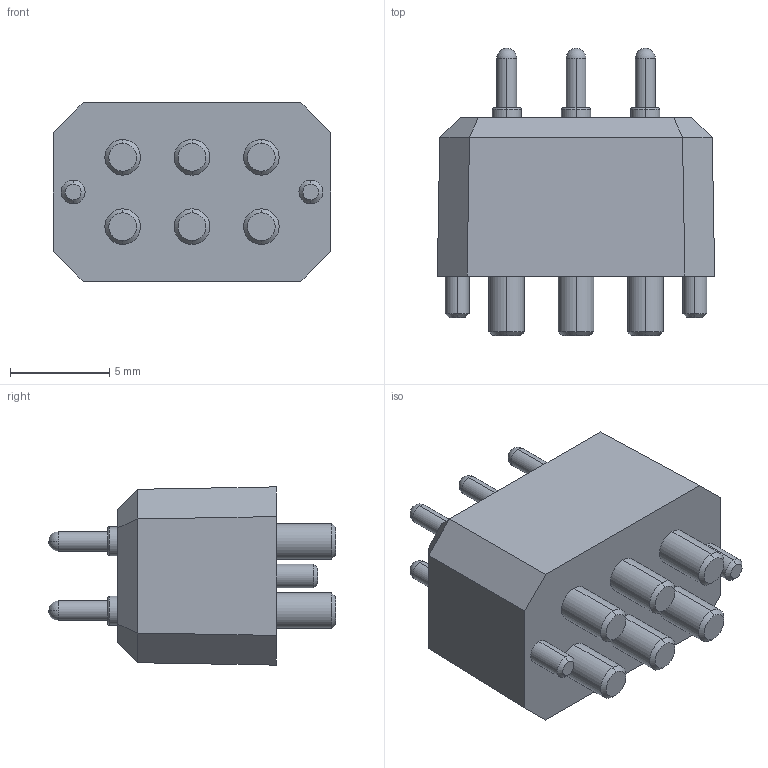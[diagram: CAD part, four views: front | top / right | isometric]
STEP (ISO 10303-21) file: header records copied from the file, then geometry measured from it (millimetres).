
FILE_DESCRIPTION (( 'STEP AP214' ), '1' );
FILE_NAME ('UEBK-12753.STEP', '2020-08-04T07:33:20', ( '' ), ( '' ), 'SwSTEP 2.0', 'SolidWorks 2020', '' );
FILE_SCHEMA (( 'AUTOMOTIVE_DESIGN' ));
Length unit declared in the file: millimetre
Products named in the file (3): Kontakt; Gehäuse; UEBK-12753
Assembly tree (7 placements, depth 2):
  UEBK-12753
    Gehäuse
    Kontakt  x6
Bounding box: 14 x 14.5 x 9 mm (x, y, z)
Volume: 994.8 mm3; surface area: 1180 mm2
Topology: 7 solids, 7 shells, 130 faces, 296 edges, 182 vertices
Faces by surface type: cylinder 52, plane 38, cone 16, torus 12, sphere 12
Entity records: 1804 total; most frequent: DIRECTION 322, CARTESIAN_POINT 286, ORIENTED_EDGE 268, EDGE_CURVE 134, AXIS2_PLACEMENT_3D 123, VERTEX_POINT 87, LINE 76, VECTOR 76
